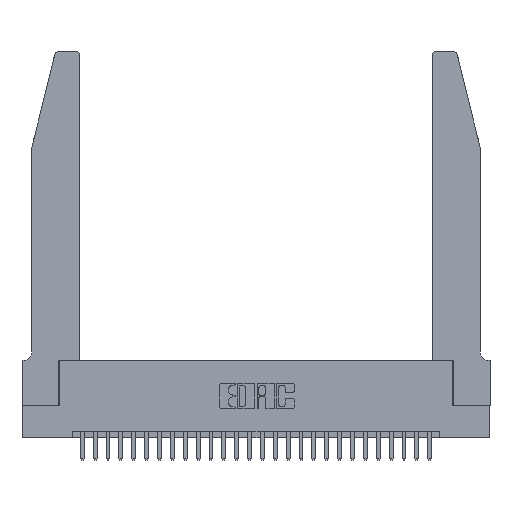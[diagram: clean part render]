
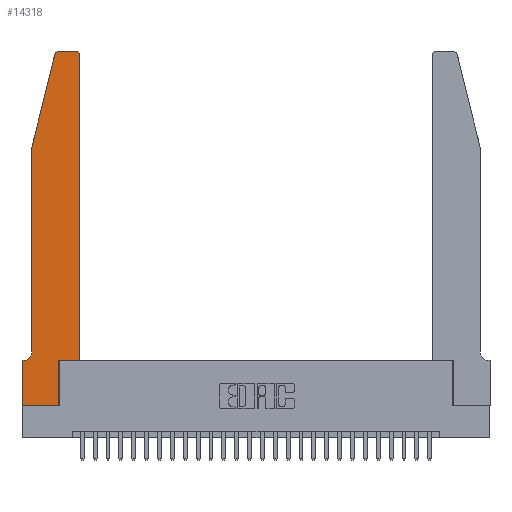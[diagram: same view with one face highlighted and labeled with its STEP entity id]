
A CAD part, top view. The second image highlights one B-rep face of the part: STEP entity #14318.
In plain terms, the highlighted planar face has unit normal (0, 0, 1).
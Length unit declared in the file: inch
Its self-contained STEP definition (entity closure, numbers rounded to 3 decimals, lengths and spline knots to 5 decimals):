
#127 = LINE ( 'NONE', #11579, #5522 ) ;
#298 = DIRECTION ( 'NONE',  ( 1., 0., 0. ) ) ;
#593 = VECTOR ( 'NONE', #12802, 39.37008 ) ;
#801 = EDGE_CURVE ( 'NONE', #4757, #16398, #16191, .T. ) ;
#977 = DIRECTION ( 'NONE',  ( 1., 0., 0. ) ) ;
#1531 = VERTEX_POINT ( 'NONE', #27953 ) ;
#2019 = CARTESIAN_POINT ( 'NONE',  ( 0.0055, 0.42, 0.37 ) ) ;
#2183 = ORIENTED_EDGE ( 'NONE', *, *, #26420, .T. ) ;
#2773 = CARTESIAN_POINT ( 'NONE',  ( 0.0755, 2., 0.37 ) ) ;
#3318 = CARTESIAN_POINT ( 'NONE',  ( 0.2605, 2.75, 0.37 ) ) ;
#4243 = VERTEX_POINT ( 'NONE', #17419 ) ;
#4328 = DIRECTION ( 'NONE',  ( -1., 0., 0. ) ) ;
#4757 = VERTEX_POINT ( 'NONE', #12715 ) ;
#5056 = VECTOR ( 'NONE', #8764, 39.37008 ) ;
#5173 = CARTESIAN_POINT ( 'NONE',  ( 0.4505, 0.35, 0.37 ) ) ;
#5243 = DIRECTION ( 'NONE',  ( 0., -1., 0. ) ) ;
#5522 = VECTOR ( 'NONE', #298, 39.37008 ) ;
#5802 = CIRCLE ( 'NONE', #11841, 0.03 ) ;
#5946 = EDGE_CURVE ( 'NONE', #14275, #1531, #13054, .T. ) ;
#7331 = EDGE_CURVE ( 'NONE', #8283, #24283, #25327, .T. ) ;
#7414 = CARTESIAN_POINT ( 'NONE',  ( 0., 0., 0.37 ) ) ;
#7617 = CARTESIAN_POINT ( 'NONE',  ( 0.0755, 2., 0.37 ) ) ;
#7771 = VECTOR ( 'NONE', #20650, 39.37008 ) ;
#7993 = VECTOR ( 'NONE', #5243, 39.37008 ) ;
#8084 = LINE ( 'NONE', #23606, #593 ) ;
#8283 = VERTEX_POINT ( 'NONE', #26542 ) ;
#8351 = CARTESIAN_POINT ( 'NONE',  ( 0.2865, 0.35, 0.37 ) ) ;
#8587 = DIRECTION ( 'NONE',  ( 0., 0., 1. ) ) ;
#8655 = DIRECTION ( 'NONE',  ( 0., 1., 0. ) ) ;
#8764 = DIRECTION ( 'NONE',  ( 0., 1., 0. ) ) ;
#8776 = VERTEX_POINT ( 'NONE', #19413 ) ;
#10069 = LINE ( 'NONE', #17443, #26875 ) ;
#10402 = FACE_OUTER_BOUND ( 'NONE', #28431, .T. ) ;
#10422 = CARTESIAN_POINT ( 'NONE',  ( 0.0755, 0.42, 0.37 ) ) ;
#10469 = CARTESIAN_POINT ( 'NONE',  ( 0.4505, 2.72, 0.37 ) ) ;
#10986 = CARTESIAN_POINT ( 'NONE',  ( 0.4205, 2.75, 0.37 ) ) ;
#11027 = VECTOR ( 'NONE', #14297, 39.37008 ) ;
#11163 = CARTESIAN_POINT ( 'NONE',  ( 0., 0.35, 0.37 ) ) ;
#11579 = CARTESIAN_POINT ( 'NONE',  ( 0., 0., 0.37 ) ) ;
#11600 = EDGE_CURVE ( 'NONE', #1531, #8283, #15320, .T. ) ;
#11841 = AXIS2_PLACEMENT_3D ( 'NONE', #21784, #8587, #23971 ) ;
#11920 = ORIENTED_EDGE ( 'NONE', *, *, #24478, .T. ) ;
#12046 = CARTESIAN_POINT ( 'NONE',  ( 0.2865, 0.35, 0.37 ) ) ;
#12125 = ORIENTED_EDGE ( 'NONE', *, *, #11600, .T. ) ;
#12715 = CARTESIAN_POINT ( 'NONE',  ( 0.2865, 0., 0.37 ) ) ;
#12802 = DIRECTION ( 'NONE',  ( -1., 0., 0. ) ) ;
#13054 = LINE ( 'NONE', #3318, #17501 ) ;
#13239 = EDGE_CURVE ( 'NONE', #23735, #18137, #14586, .T. ) ;
#13364 = DIRECTION ( 'NONE',  ( 0., 0., 1. ) ) ;
#13547 = ORIENTED_EDGE ( 'NONE', *, *, #22141, .T. ) ;
#14101 = VERTEX_POINT ( 'NONE', #10422 ) ;
#14275 = VERTEX_POINT ( 'NONE', #10986 ) ;
#14297 = DIRECTION ( 'NONE',  ( 0., -1., 0. ) ) ;
#14318 = ADVANCED_FACE ( 'NONE', ( #10402 ), #24278, .T. ) ;
#14460 = DIRECTION ( 'NONE',  ( 0., 0., 1. ) ) ;
#14586 = LINE ( 'NONE', #7414, #7993 ) ;
#15191 = ORIENTED_EDGE ( 'NONE', *, *, #5946, .T. ) ;
#15225 = EDGE_CURVE ( 'NONE', #24283, #14101, #16858, .T. ) ;
#15320 = CIRCLE ( 'NONE', #26926, 0.03 ) ;
#16191 = LINE ( 'NONE', #8351, #5056 ) ;
#16398 = VERTEX_POINT ( 'NONE', #12046 ) ;
#16544 = CARTESIAN_POINT ( 'NONE',  ( 0., 0., 0.37 ) ) ;
#16662 = DIRECTION ( 'NONE',  ( -1., 0., 0. ) ) ;
#16853 = ORIENTED_EDGE ( 'NONE', *, *, #19863, .T. ) ;
#16858 = LINE ( 'NONE', #23011, #11027 ) ;
#17071 = VERTEX_POINT ( 'NONE', #10469 ) ;
#17419 = CARTESIAN_POINT ( 'NONE',  ( 0.0055, 0.35, 0.37 ) ) ;
#17443 = CARTESIAN_POINT ( 'NONE',  ( 0.4505, 0.35, 0.37 ) ) ;
#17501 = VECTOR ( 'NONE', #16662, 39.37008 ) ;
#17637 = DIRECTION ( 'NONE',  ( 0., 0., -1. ) ) ;
#17915 = ORIENTED_EDGE ( 'NONE', *, *, #15225, .T. ) ;
#18137 = VERTEX_POINT ( 'NONE', #16544 ) ;
#18394 = VECTOR ( 'NONE', #22862, 39.37008 ) ;
#19413 = CARTESIAN_POINT ( 'NONE',  ( 0.4505, 0.35, 0.37 ) ) ;
#19863 = EDGE_CURVE ( 'NONE', #16398, #8776, #24934, .T. ) ;
#20460 = ORIENTED_EDGE ( 'NONE', *, *, #7331, .T. ) ;
#20650 = DIRECTION ( 'NONE',  ( -0.239, -0.971, 0. ) ) ;
#21017 = EDGE_CURVE ( 'NONE', #18137, #4757, #127, .T. ) ;
#21322 = CARTESIAN_POINT ( 'NONE',  ( 0., 0.35, 0.37 ) ) ;
#21784 = CARTESIAN_POINT ( 'NONE',  ( 0.4205, 2.72, 0.37 ) ) ;
#21842 = ORIENTED_EDGE ( 'NONE', *, *, #21017, .T. ) ;
#22115 = ORIENTED_EDGE ( 'NONE', *, *, #23799, .T. ) ;
#22141 = EDGE_CURVE ( 'NONE', #17071, #14275, #5802, .T. ) ;
#22862 = DIRECTION ( 'NONE',  ( 1., 0., 0. ) ) ;
#23011 = CARTESIAN_POINT ( 'NONE',  ( 0.0755, 2., 0.37 ) ) ;
#23606 = CARTESIAN_POINT ( 'NONE',  ( 0.0755, 0.35, 0.37 ) ) ;
#23735 = VERTEX_POINT ( 'NONE', #21322 ) ;
#23799 = EDGE_CURVE ( 'NONE', #4243, #23735, #8084, .T. ) ;
#23971 = DIRECTION ( 'NONE',  ( 1., 0., 0. ) ) ;
#24208 = AXIS2_PLACEMENT_3D ( 'NONE', #2019, #17637, #4328 ) ;
#24278 = PLANE ( 'NONE',  #26968 ) ;
#24283 = VERTEX_POINT ( 'NONE', #7617 ) ;
#24478 = EDGE_CURVE ( 'NONE', #14101, #4243, #26644, .T. ) ;
#24934 = LINE ( 'NONE', #5173, #18394 ) ;
#25327 = LINE ( 'NONE', #2773, #7771 ) ;
#25967 = ORIENTED_EDGE ( 'NONE', *, *, #801, .T. ) ;
#26420 = EDGE_CURVE ( 'NONE', #8776, #17071, #10069, .T. ) ;
#26542 = CARTESIAN_POINT ( 'NONE',  ( 0.25487, 2.72718, 0.37 ) ) ;
#26644 = CIRCLE ( 'NONE', #24208, 0.07 ) ;
#26875 = VECTOR ( 'NONE', #8655, 39.37008 ) ;
#26926 = AXIS2_PLACEMENT_3D ( 'NONE', #27580, #14460, #977 ) ;
#26968 = AXIS2_PLACEMENT_3D ( 'NONE', #11163, #13364, #28681 ) ;
#27004 = ORIENTED_EDGE ( 'NONE', *, *, #13239, .T. ) ;
#27580 = CARTESIAN_POINT ( 'NONE',  ( 0.284, 2.72, 0.37 ) ) ;
#27953 = CARTESIAN_POINT ( 'NONE',  ( 0.284, 2.75, 0.37 ) ) ;
#28431 = EDGE_LOOP ( 'NONE', ( #15191, #12125, #20460, #17915, #11920, #22115, #27004, #21842, #25967, #16853, #2183, #13547 ) ) ;
#28681 = DIRECTION ( 'NONE',  ( 1., 0., 0. ) ) ;
